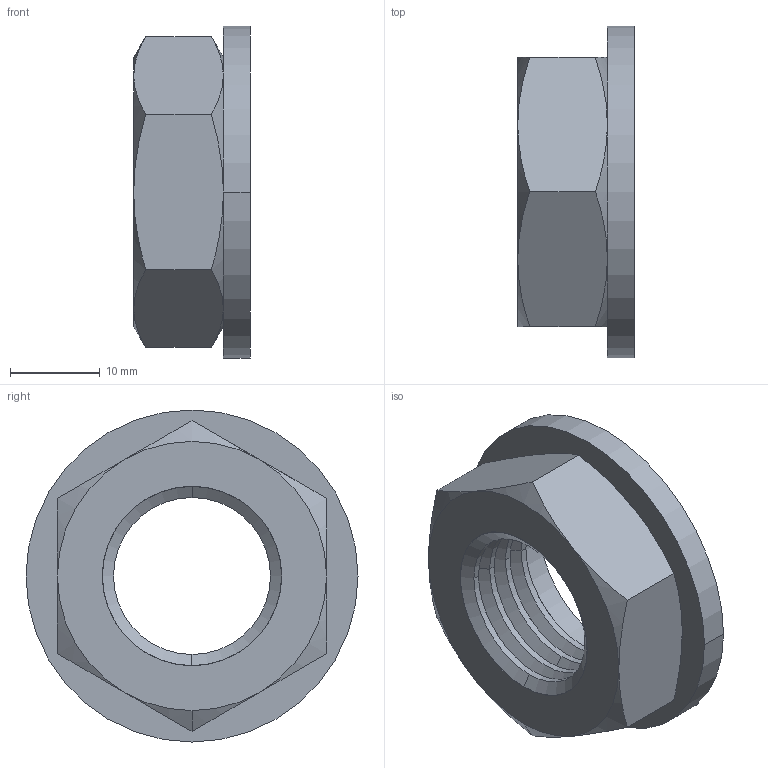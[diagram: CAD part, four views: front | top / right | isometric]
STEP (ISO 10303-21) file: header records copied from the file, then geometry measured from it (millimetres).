
FILE_DESCRIPTION (( 'STEP AP214' ), '1' );
FILE_NAME ('098f20m.STEP', '2014-09-30T15:30:25', ( 'Not-Admin' ), ( 'Hewlett-Packard Company' ), 'SwSTEP 2.0', 'SolidWorks 2014', '' );
FILE_SCHEMA (( 'AUTOMOTIVE_DESIGN' ));
Length unit declared in the file: millimetre
Products named in the file (1): 098f20m
Bounding box: 13 x 37 x 37 mm (x, y, z)
Volume: 7261 mm3; surface area: 4786.5 mm2
Topology: 2 solids, 2 shells, 57 faces, 138 edges, 85 vertices
Faces by surface type: cone 33, cylinder 14, plane 10
Entity records: 2427 total; most frequent: CARTESIAN_POINT 401, DIRECTION 303, ORIENTED_EDGE 276, EDGE_CURVE 138, AXIS2_PLACEMENT_3D 131, VERTEX_POINT 85, CIRCLE 73, UNCERTAINTY_MEASURE_WITH_UNIT 61
